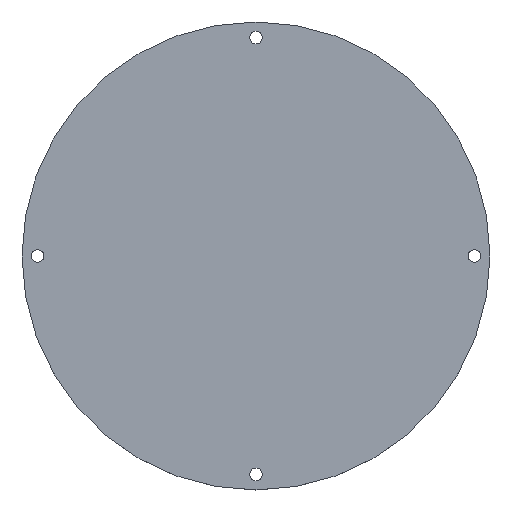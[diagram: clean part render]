
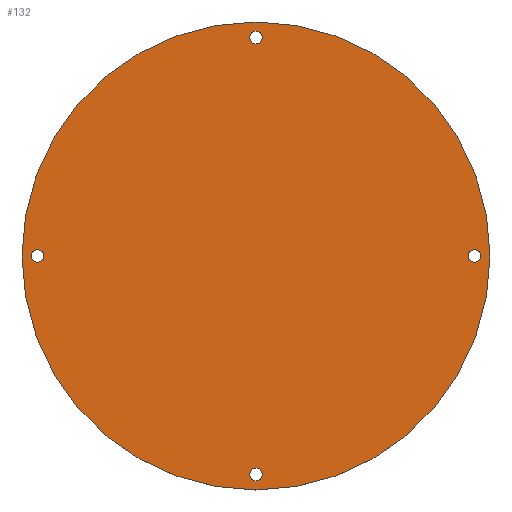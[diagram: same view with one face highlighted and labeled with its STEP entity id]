
A CAD part, top view. The second image highlights one B-rep face of the part: STEP entity #132.
In plain terms, the highlighted planar face has unit normal (0, 0, 1).
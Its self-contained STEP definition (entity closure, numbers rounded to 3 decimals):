
#15=FACE_BOUND('',#38,.T.);
#16=FACE_BOUND('',#39,.T.);
#17=FACE_BOUND('',#40,.T.);
#18=FACE_BOUND('',#41,.T.);
#23=PLANE('',#163);
#30=FACE_OUTER_BOUND('',#37,.T.);
#37=EDGE_LOOP('',(#112));
#38=EDGE_LOOP('',(#113));
#39=EDGE_LOOP('',(#114));
#40=EDGE_LOOP('',(#115));
#41=EDGE_LOOP('',(#116));
#57=CIRCLE('',#149,2.);
#59=CIRCLE('',#152,2.);
#61=CIRCLE('',#155,2.);
#63=CIRCLE('',#158,2.);
#65=CIRCLE('',#161,75.);
#67=VERTEX_POINT('',#208);
#69=VERTEX_POINT('',#214);
#71=VERTEX_POINT('',#220);
#73=VERTEX_POINT('',#226);
#75=VERTEX_POINT('',#232);
#77=EDGE_CURVE('',#67,#67,#57,.T.);
#80=EDGE_CURVE('',#69,#69,#59,.T.);
#83=EDGE_CURVE('',#71,#71,#61,.T.);
#86=EDGE_CURVE('',#73,#73,#63,.T.);
#89=EDGE_CURVE('',#75,#75,#65,.T.);
#112=ORIENTED_EDGE('',*,*,#89,.T.);
#113=ORIENTED_EDGE('',*,*,#86,.T.);
#114=ORIENTED_EDGE('',*,*,#83,.T.);
#115=ORIENTED_EDGE('',*,*,#80,.T.);
#116=ORIENTED_EDGE('',*,*,#77,.T.);
#132=ADVANCED_FACE('',(#30,#15,#16,#17,#18),#23,.T.);
#149=AXIS2_PLACEMENT_3D('',#209,#169,#170);
#152=AXIS2_PLACEMENT_3D('',#215,#176,#177);
#155=AXIS2_PLACEMENT_3D('',#221,#183,#184);
#158=AXIS2_PLACEMENT_3D('',#227,#190,#191);
#161=AXIS2_PLACEMENT_3D('',#233,#197,#198);
#163=AXIS2_PLACEMENT_3D('',#237,#202,#203);
#169=DIRECTION('center_axis',(0.,0.,-1.));
#170=DIRECTION('ref_axis',(1.,0.,0.));
#176=DIRECTION('center_axis',(0.,0.,-1.));
#177=DIRECTION('ref_axis',(1.,0.,0.));
#183=DIRECTION('center_axis',(0.,0.,-1.));
#184=DIRECTION('ref_axis',(1.,0.,0.));
#190=DIRECTION('center_axis',(0.,0.,-1.));
#191=DIRECTION('ref_axis',(1.,0.,0.));
#197=DIRECTION('center_axis',(0.,0.,1.));
#198=DIRECTION('ref_axis',(1.,0.,0.));
#202=DIRECTION('center_axis',(0.,0.,1.));
#203=DIRECTION('ref_axis',(1.,0.,0.));
#208=CARTESIAN_POINT('',(-2.,70.,5.));
#209=CARTESIAN_POINT('Origin',(0.,70.,5.));
#214=CARTESIAN_POINT('',(68.,0.,5.));
#215=CARTESIAN_POINT('Origin',(70.,0.,5.));
#220=CARTESIAN_POINT('',(-2.,-70.,5.));
#221=CARTESIAN_POINT('Origin',(0.,-70.,5.));
#226=CARTESIAN_POINT('',(-72.,0.,5.));
#227=CARTESIAN_POINT('Origin',(-70.,0.,5.));
#232=CARTESIAN_POINT('',(-75.,0.,5.));
#233=CARTESIAN_POINT('Origin',(0.,0.,5.));
#237=CARTESIAN_POINT('Origin',(0.,0.,5.));
